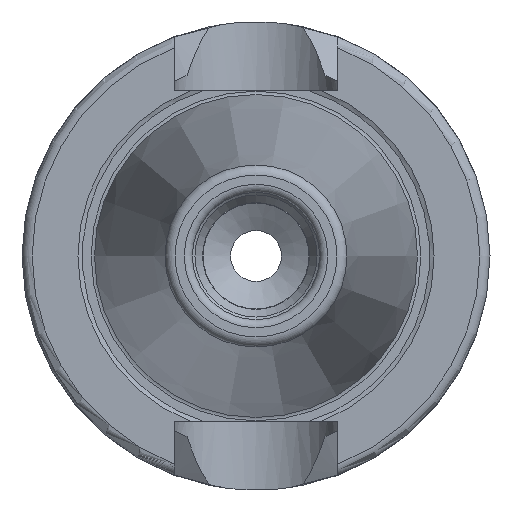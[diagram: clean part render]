
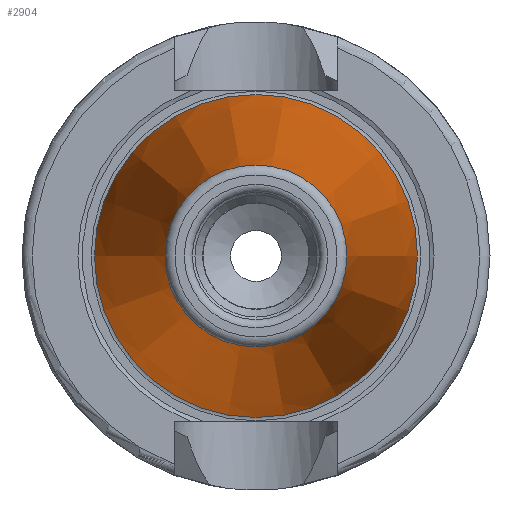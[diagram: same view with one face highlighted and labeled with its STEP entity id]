
A CAD part, left-side view. The second image highlights one B-rep face of the part: STEP entity #2904.
In plain terms, the highlighted conical face has half-angle 8.297 degrees and reference radius 12.408 mm.
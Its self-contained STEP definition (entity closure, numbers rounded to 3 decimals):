
#2870=CARTESIAN_POINT('',(-47.544,8.941,0.0));
#2871=VERTEX_POINT('',#2870);
#2872=CARTESIAN_POINT('',(-47.544,0.,0.0));
#2873=DIRECTION('',(1.0,0.0,0.0));
#2874=DIRECTION('',(0.0,1.0,0.0));
#2875=AXIS2_PLACEMENT_3D('',#2872,#2873,#2874);
#2876=CIRCLE('',#2875,8.941);
#2877=EDGE_CURVE('',#2871,#2871,#2876,.T.);
#2885=CARTESIAN_POINT('',(-23.772,0.,0.0));
#2886=DIRECTION('',(1.0,0.,0.0));
#2887=DIRECTION('',(0.0,1.0,0.0));
#2888=AXIS2_PLACEMENT_3D('',#2885,#2886,#2887);
#2889=CONICAL_SURFACE('',#2888,12.408,8.297);
#2890=CARTESIAN_POINT('',(0.,15.875,0.0));
#2891=VERTEX_POINT('',#2890);
#2892=CARTESIAN_POINT('',(0.,0.,0.0));
#2893=DIRECTION('',(1.0,0.0,0.0));
#2894=DIRECTION('',(0.0,1.0,0.0));
#2895=AXIS2_PLACEMENT_3D('',#2892,#2893,#2894);
#2896=CIRCLE('',#2895,15.875);
#2897=EDGE_CURVE('',#2891,#2891,#2896,.T.);
#2898=ORIENTED_EDGE('',*,*,#2897,.F.);
#2899=EDGE_LOOP('',(#2898));
#2900=FACE_OUTER_BOUND('',#2899,.T.);
#2901=ORIENTED_EDGE('',*,*,#2877,.T.);
#2902=EDGE_LOOP('',(#2901));
#2903=FACE_BOUND('',#2902,.T.);
#2904=ADVANCED_FACE('',(#2900,#2903),#2889,.T.);
